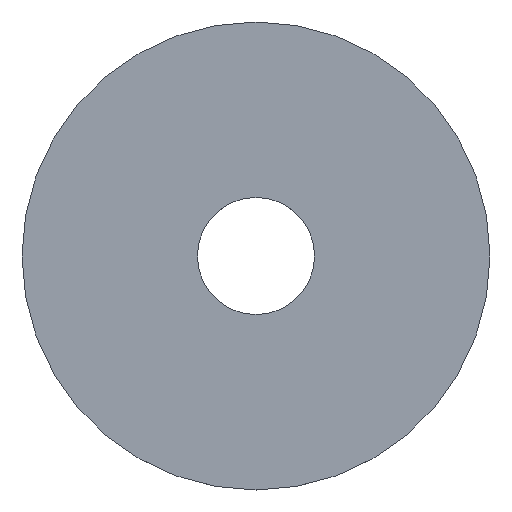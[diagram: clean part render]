
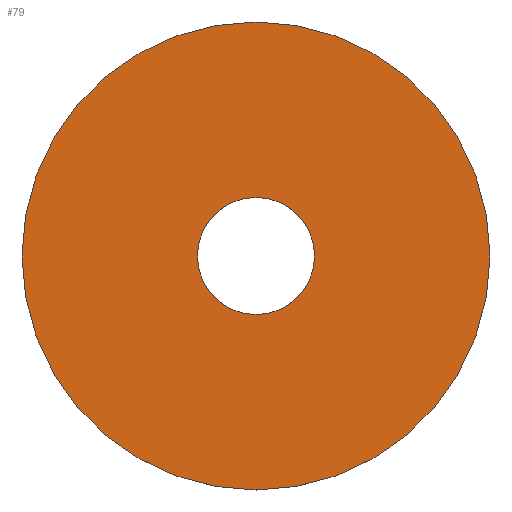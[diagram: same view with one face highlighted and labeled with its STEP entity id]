
A CAD part, top view. The second image highlights one B-rep face of the part: STEP entity #79.
In plain terms, the highlighted planar face has unit normal (0, 0, 1).
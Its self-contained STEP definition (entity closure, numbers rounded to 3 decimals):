
#9 = EDGE_CURVE ( 'NONE', #19, #19, #153, .T. ) ;
#14 = FACE_OUTER_BOUND ( 'NONE', #152, .T. ) ;
#19 = VERTEX_POINT ( 'NONE', #119 ) ;
#33 = DIRECTION ( 'NONE',  ( 0., 0., -1. ) ) ;
#35 = VERTEX_POINT ( 'NONE', #138 ) ;
#38 = CARTESIAN_POINT ( 'NONE',  ( 0., 0., 0.3 ) ) ;
#51 = CIRCLE ( 'NONE', #74, 10. ) ;
#68 = AXIS2_PLACEMENT_3D ( 'NONE', #156, #150, #111 ) ;
#70 = PLANE ( 'NONE',  #105 ) ;
#74 = AXIS2_PLACEMENT_3D ( 'NONE', #38, #33, #85 ) ;
#79 = ADVANCED_FACE ( 'NONE', ( #140, #14 ), #70, .T. ) ;
#85 = DIRECTION ( 'NONE',  ( 0., 1., 0. ) ) ;
#94 = EDGE_LOOP ( 'NONE', ( #95 ) ) ;
#95 = ORIENTED_EDGE ( 'NONE', *, *, #9, .T. ) ;
#105 = AXIS2_PLACEMENT_3D ( 'NONE', #141, #126, #158 ) ;
#111 = DIRECTION ( 'NONE',  ( 0., 1., 0. ) ) ;
#112 = ORIENTED_EDGE ( 'NONE', *, *, #151, .F. ) ;
#119 = CARTESIAN_POINT ( 'NONE',  ( 0., 2.5, 0.3 ) ) ;
#126 = DIRECTION ( 'NONE',  ( 0., 0., 1. ) ) ;
#138 = CARTESIAN_POINT ( 'NONE',  ( 0., 10., 0.3 ) ) ;
#140 = FACE_BOUND ( 'NONE', #94, .T. ) ;
#141 = CARTESIAN_POINT ( 'NONE',  ( 0., 2.5, 0.3 ) ) ;
#150 = DIRECTION ( 'NONE',  ( 0., 0., -1. ) ) ;
#151 = EDGE_CURVE ( 'NONE', #35, #35, #51, .T. ) ;
#152 = EDGE_LOOP ( 'NONE', ( #112 ) ) ;
#153 = CIRCLE ( 'NONE', #68, 2.5 ) ;
#156 = CARTESIAN_POINT ( 'NONE',  ( 0., 0., 0.3 ) ) ;
#158 = DIRECTION ( 'NONE',  ( 0., -1., 0. ) ) ;
